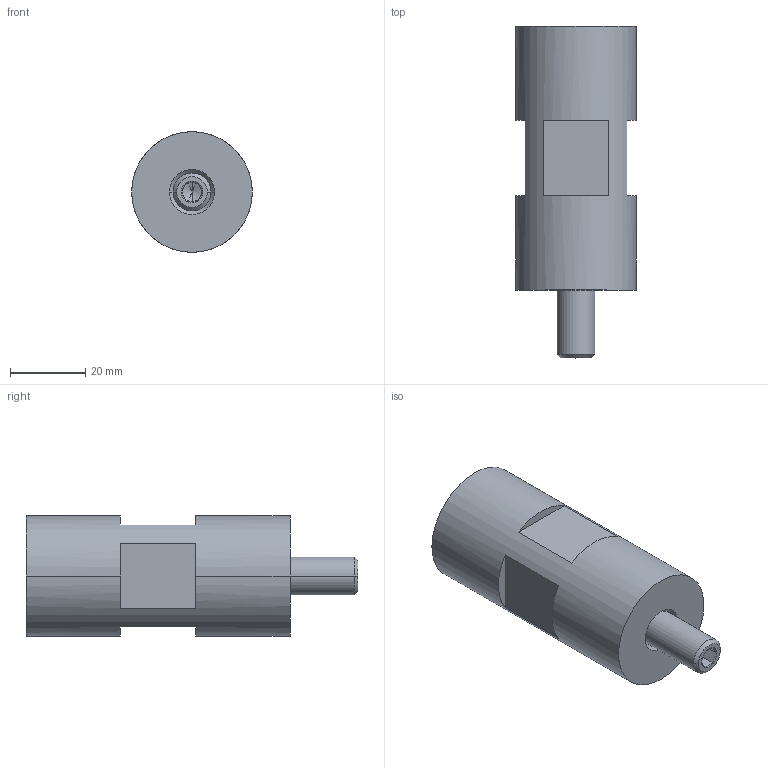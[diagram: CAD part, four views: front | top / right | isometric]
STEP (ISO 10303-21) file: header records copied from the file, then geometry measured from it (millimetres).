
FILE_DESCRIPTION (( 'STEP AP214' ), '1' );
FILE_NAME ('23310.0132.STEP', '2023-06-14T12:18:23', ( '' ), ( '' ), 'SwSTEP 2.0', 'SolidWorks 2021', '' );
FILE_SCHEMA (( 'AUTOMOTIVE_DESIGN' ));
Length unit declared in the file: millimetre
Products named in the file (1): 23310.0132
Bounding box: 32 x 88 x 32 mm (x, y, z)
Volume: 52410.9 mm3; surface area: 10793.2 mm2
Topology: 1 solids, 1 shells, 53 faces, 113 edges, 65 vertices
Faces by surface type: cone 23, plane 22, cylinder 8
Entity records: 2096 total; most frequent: CARTESIAN_POINT 349, DIRECTION 249, ORIENTED_EDGE 222, EDGE_CURVE 111, AXIS2_PLACEMENT_3D 103, VERTEX_POINT 65, EDGE_LOOP 58, UNCERTAINTY_MEASURE_WITH_UNIT 56
